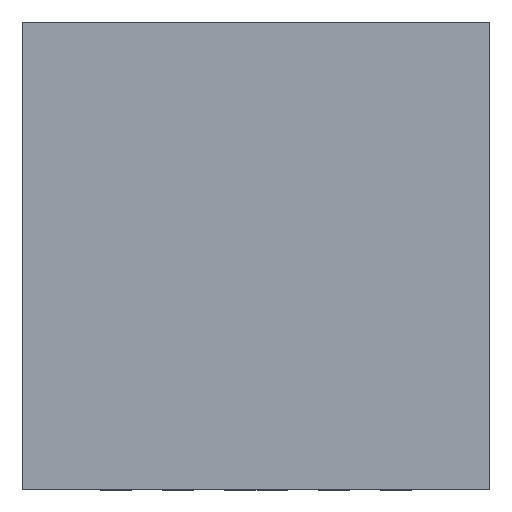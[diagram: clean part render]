
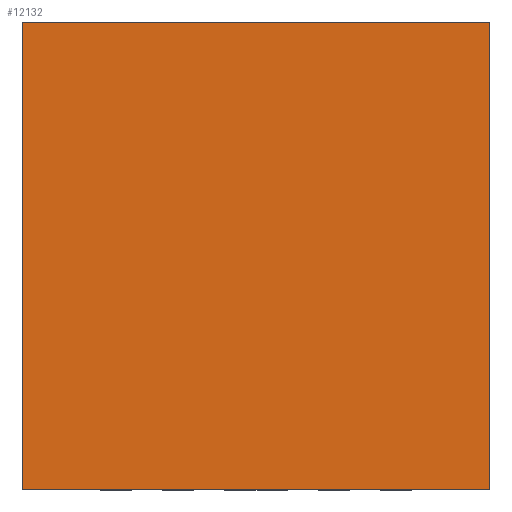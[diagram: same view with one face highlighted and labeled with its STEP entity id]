
A CAD part, top view. The second image highlights one B-rep face of the part: STEP entity #12132.
In plain terms, the highlighted face is planar.
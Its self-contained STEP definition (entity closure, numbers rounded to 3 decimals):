
#9367=DIRECTION('',(1.,0.,0.));
#9368=VECTOR('',#9367,3.);
#9369=CARTESIAN_POINT('',(-1.5,0.975,1.5));
#9370=LINE('',#9369,#9368);
#9374=DIRECTION('',(0.,0.,1.));
#9375=VECTOR('',#9374,3.);
#9376=CARTESIAN_POINT('',(-1.5,0.975,-1.5));
#9377=LINE('',#9376,#9375);
#9381=DIRECTION('',(-1.,0.,0.));
#9382=VECTOR('',#9381,3.);
#9383=CARTESIAN_POINT('',(1.5,0.975,-1.5));
#9384=LINE('',#9383,#9382);
#9388=DIRECTION('',(0.,0.,-1.));
#9389=VECTOR('',#9388,3.);
#9390=CARTESIAN_POINT('',(1.5,0.975,1.5));
#9391=LINE('',#9390,#9389);
#10515=CARTESIAN_POINT('',(-1.5,0.975,1.5));
#10516=CARTESIAN_POINT('',(1.5,0.975,1.5));
#10517=VERTEX_POINT('',#10515);
#10518=VERTEX_POINT('',#10516);
#10519=CARTESIAN_POINT('',(1.5,0.975,-1.5));
#10520=VERTEX_POINT('',#10519);
#10521=CARTESIAN_POINT('',(-1.5,0.975,-1.5));
#10522=VERTEX_POINT('',#10521);
#12120=CARTESIAN_POINT('',(0.,0.975,0.));
#12121=DIRECTION('',(0.,1.,0.));
#12122=DIRECTION('',(1.,0.,0.));
#12123=AXIS2_PLACEMENT_3D('',#12120,#12121,#12122);
#12124=PLANE('',#12123);
#12125=ORIENTED_EDGE('',*,*,#11480,.F.);
#12127=ORIENTED_EDGE('',*,*,#12126,.F.);
#12128=ORIENTED_EDGE('',*,*,#11933,.F.);
#12129=ORIENTED_EDGE('',*,*,#12031,.F.);
#12130=EDGE_LOOP('',(#12125,#12127,#12128,#12129));
#12131=FACE_OUTER_BOUND('',#12130,.F.);
#12132=ADVANCED_FACE('',(#12131),#12124,.T.);
#11480=EDGE_CURVE('',#10517,#10518,#9370,.T.);
#11933=EDGE_CURVE('',#10520,#10522,#9384,.T.);
#12031=EDGE_CURVE('',#10518,#10520,#9391,.T.);
#12126=EDGE_CURVE('',#10522,#10517,#9377,.T.);
